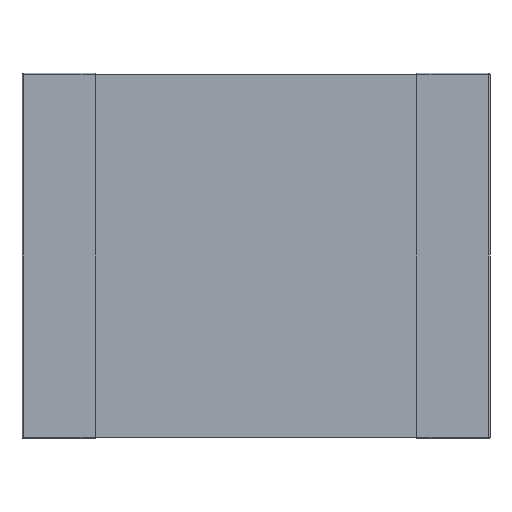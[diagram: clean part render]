
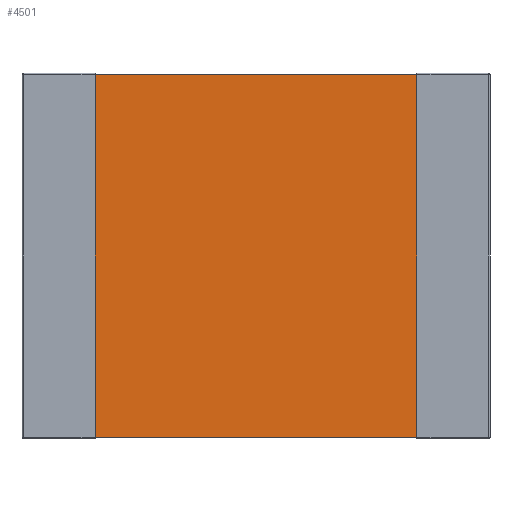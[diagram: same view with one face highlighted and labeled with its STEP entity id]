
A CAD part, front view. The second image highlights one B-rep face of the part: STEP entity #4501.
In plain terms, the highlighted planar face has unit normal (0, -1, 0).
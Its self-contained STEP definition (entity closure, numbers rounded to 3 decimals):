
#60 = CARTESIAN_POINT ( 'NONE',  ( -1.1, 0.01, 1.24 ) ) ;
#488 = ORIENTED_EDGE ( 'NONE', *, *, #1897, .F. ) ;
#505 = VERTEX_POINT ( 'NONE', #3454 ) ;
#514 = ORIENTED_EDGE ( 'NONE', *, *, #2000, .F. ) ;
#528 = LINE ( 'NONE', #4631, #2068 ) ;
#576 = CARTESIAN_POINT ( 'NONE',  ( -3.694, 0.01, 1.24 ) ) ;
#682 = AXIS2_PLACEMENT_3D ( 'NONE', #576, #3062, #2155 ) ;
#714 = VERTEX_POINT ( 'NONE', #4118 ) ;
#723 = CARTESIAN_POINT ( 'NONE',  ( -1.1, 0.01, 1.24 ) ) ;
#744 = DIRECTION ( 'NONE',  ( 0., 0., -1. ) ) ;
#773 = VERTEX_POINT ( 'NONE', #3376 ) ;
#1032 = CARTESIAN_POINT ( 'NONE',  ( 1.1, 0.01, 1.24 ) ) ;
#1094 = VERTEX_POINT ( 'NONE', #60 ) ;
#1125 = VECTOR ( 'NONE', #1925, 1000. ) ;
#1156 = VECTOR ( 'NONE', #1803, 1000. ) ;
#1348 = VECTOR ( 'NONE', #744, 1000. ) ;
#1803 = DIRECTION ( 'NONE',  ( 0., 0., -1. ) ) ;
#1897 = EDGE_CURVE ( 'NONE', #505, #714, #1946, .T. ) ;
#1925 = DIRECTION ( 'NONE',  ( 1., 0., 0. ) ) ;
#1946 = LINE ( 'NONE', #1032, #1156 ) ;
#2000 = EDGE_CURVE ( 'NONE', #1094, #505, #528, .T. ) ;
#2068 = VECTOR ( 'NONE', #3804, 1000. ) ;
#2155 = DIRECTION ( 'NONE',  ( 0., 0., -1. ) ) ;
#2170 = PLANE ( 'NONE',  #682 ) ;
#2949 = ORIENTED_EDGE ( 'NONE', *, *, #3374, .T. ) ;
#3062 = DIRECTION ( 'NONE',  ( 0., -1., 0. ) ) ;
#3139 = LINE ( 'NONE', #3800, #1125 ) ;
#3154 = FACE_OUTER_BOUND ( 'NONE', #3405, .T. ) ;
#3374 = EDGE_CURVE ( 'NONE', #1094, #773, #4105, .T. ) ;
#3376 = CARTESIAN_POINT ( 'NONE',  ( -1.1, 0.01, -1.24 ) ) ;
#3405 = EDGE_LOOP ( 'NONE', ( #514, #2949, #4967, #488 ) ) ;
#3454 = CARTESIAN_POINT ( 'NONE',  ( 1.1, 0.01, 1.24 ) ) ;
#3800 = CARTESIAN_POINT ( 'NONE',  ( -3.694, 0.01, -1.24 ) ) ;
#3804 = DIRECTION ( 'NONE',  ( 1., 0., 0. ) ) ;
#4105 = LINE ( 'NONE', #723, #1348 ) ;
#4118 = CARTESIAN_POINT ( 'NONE',  ( 1.1, 0.01, -1.24 ) ) ;
#4501 = ADVANCED_FACE ( 'NONE', ( #3154 ), #2170, .T. ) ;
#4631 = CARTESIAN_POINT ( 'NONE',  ( -3.694, 0.01, 1.24 ) ) ;
#4722 = EDGE_CURVE ( 'NONE', #773, #714, #3139, .T. ) ;
#4967 = ORIENTED_EDGE ( 'NONE', *, *, #4722, .T. ) ;
